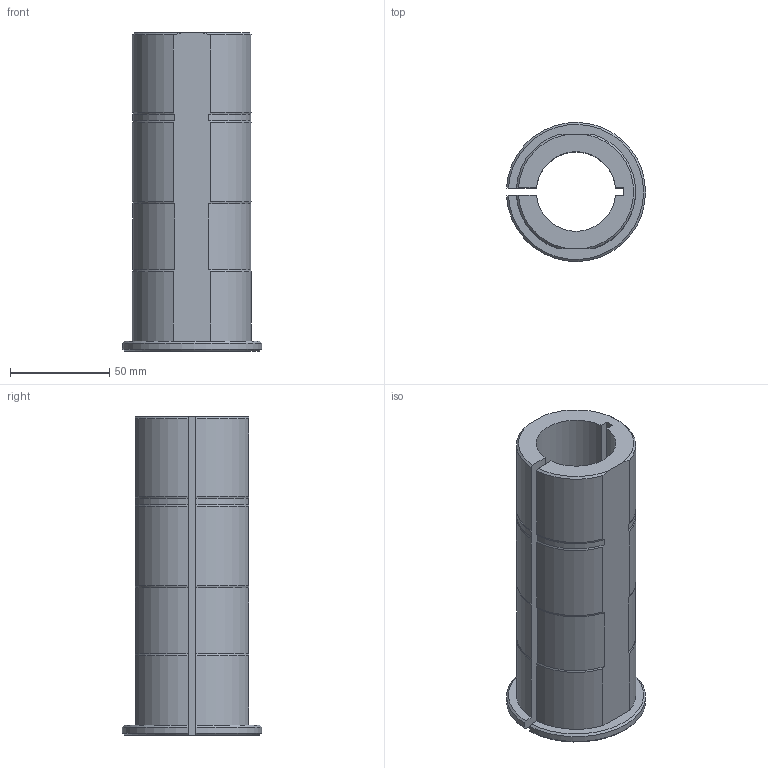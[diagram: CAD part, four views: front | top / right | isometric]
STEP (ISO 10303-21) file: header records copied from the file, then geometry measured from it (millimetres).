
FILE_DESCRIPTION(/* description */ (''),/* implementation_level */ '2;1');
FILE_NAME(/* name */ '1498800993013.stp',/* time_stamp */ '2017-06-30T07:36:37+02:00',/* author */ (''),/* organization */ ('SMS'),/* preprocessor_version */ 'ST-DEVELOPER v15',/* originating_system */ 'SIEMENS PLM Software NX 8.5',/* authorisation */ '');
FILE_SCHEMA (('AUTOMOTIVE_DESIGN { 1 0 10303 214 3 1 1 1 }'));
Length unit declared in the file: millimetre
Products named in the file (1): 201127301MOD000_00
Bounding box: 69.94 x 69.97 x 160 mm (x, y, z)
Volume: 238685.6 mm3; surface area: 58279 mm2
Topology: 1 solids, 1 shells, 61 faces, 177 edges, 118 vertices
Faces by surface type: cylinder 26, cone 25, plane 10
Entity records: 2121 total; most frequent: CARTESIAN_POINT 486, ORIENTED_EDGE 354, DIRECTION 322, EDGE_CURVE 177, AXIS2_PLACEMENT_3D 122, VERTEX_POINT 118, LINE 78, VECTOR 78
